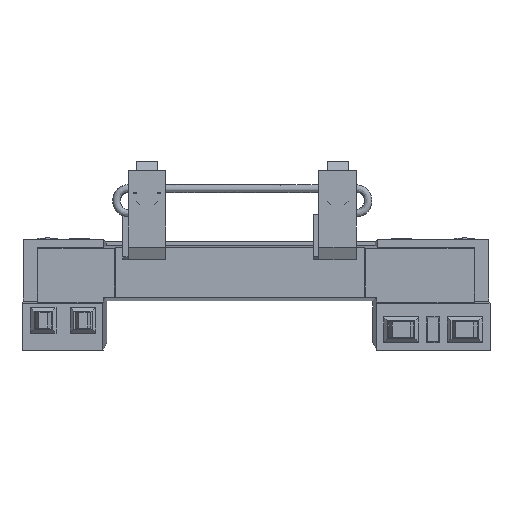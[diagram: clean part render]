
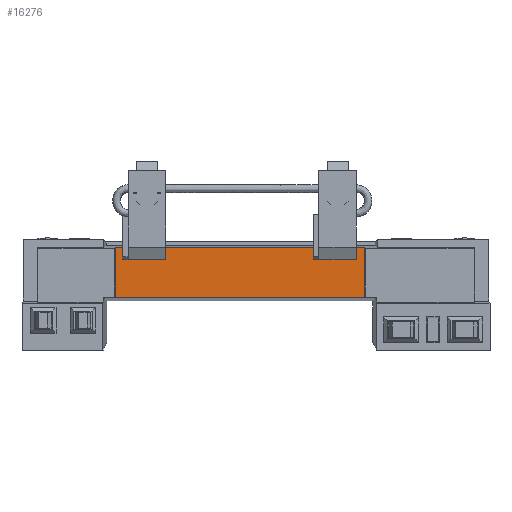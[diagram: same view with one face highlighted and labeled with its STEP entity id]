
A CAD part, front view. The second image highlights one B-rep face of the part: STEP entity #16276.
In plain terms, the highlighted planar face has unit normal (0, -1, 0).
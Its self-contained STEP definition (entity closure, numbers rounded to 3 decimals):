
#2978=LINE('',#64484,#6154);
#2988=LINE('',#64503,#6164);
#3080=LINE('',#65585,#6256);
#3081=LINE('',#65587,#6257);
#6154=VECTOR('',#43993,1.);
#6164=VECTOR('',#44005,1.);
#6256=VECTOR('',#44181,1.);
#6257=VECTOR('',#44184,1.);
#16276=ADVANCED_FACE('',(#18790),#17415,.T.);
#17415=PLANE('',#37465);
#18790=FACE_OUTER_BOUND('',#20280,.T.);
#20280=EDGE_LOOP('',(#27545,#27546,#27547,#27548));
#27545=ORIENTED_EDGE('',*,*,#33856,.T.);
#27546=ORIENTED_EDGE('',*,*,#34026,.T.);
#27547=ORIENTED_EDGE('',*,*,#33866,.T.);
#27548=ORIENTED_EDGE('',*,*,#34027,.F.);
#30200=VERTEX_POINT('',#64483);
#30201=VERTEX_POINT('',#64485);
#30208=VERTEX_POINT('',#64502);
#30209=VERTEX_POINT('',#64504);
#33856=EDGE_CURVE('',#30201,#30200,#2978,.T.);
#33866=EDGE_CURVE('',#30209,#30208,#2988,.T.);
#34026=EDGE_CURVE('',#30200,#30209,#3080,.T.);
#34027=EDGE_CURVE('',#30201,#30208,#3081,.T.);
#37465=AXIS2_PLACEMENT_3D('',#65588,#44185,#44186);
#43993=DIRECTION('',(1.,0.,0.));
#44005=DIRECTION('',(-1.,0.,0.));
#44181=DIRECTION('',(0.,0.,1.));
#44184=DIRECTION('',(0.,0.,1.));
#44185=DIRECTION('',(0.,-1.,0.));
#44186=DIRECTION('',(-1.,0.,0.));
#64483=CARTESIAN_POINT('',(54.797,102.127,8.454));
#64484=CARTESIAN_POINT('',(57.846,102.127,8.454));
#64485=CARTESIAN_POINT('',(14.91,102.127,8.454));
#64502=CARTESIAN_POINT('',(14.91,102.127,16.474));
#64503=CARTESIAN_POINT('',(64.853,102.127,16.474));
#64504=CARTESIAN_POINT('',(54.797,102.127,16.474));
#65585=CARTESIAN_POINT('',(54.797,102.127,12.034));
#65587=CARTESIAN_POINT('',(14.91,102.127,19.636));
#65588=CARTESIAN_POINT('',(54.928,102.127,19.636));
